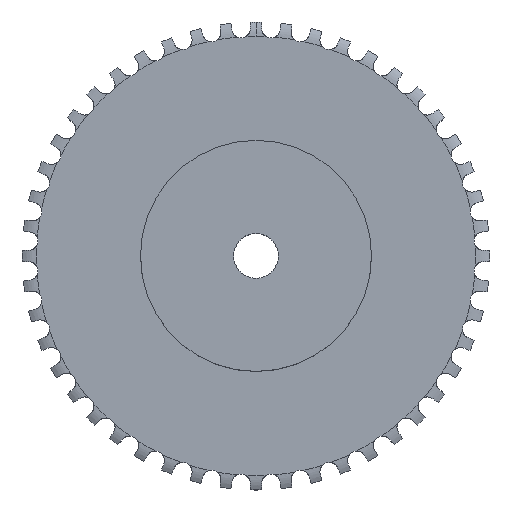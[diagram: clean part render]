
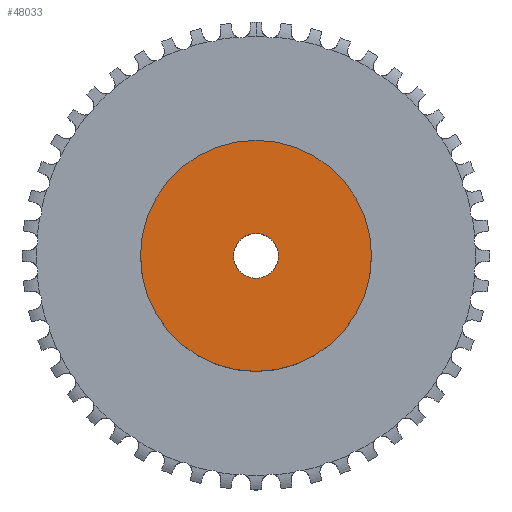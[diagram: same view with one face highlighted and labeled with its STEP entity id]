
A CAD part, top view. The second image highlights one B-rep face of the part: STEP entity #48033.
In plain terms, the highlighted planar face has unit normal (0, 0, 1).
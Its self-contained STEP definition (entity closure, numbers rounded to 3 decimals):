
#13962 = CYLINDRICAL_SURFACE('',#13963,31.);
#13963 = AXIS2_PLACEMENT_3D('',#13964,#13965,#13966);
#13964 = CARTESIAN_POINT('',(0.,0.,0.));
#13965 = DIRECTION('',(-0.,-0.,-1.));
#13966 = DIRECTION('',(1.,0.,0.));
#39368 = CYLINDRICAL_SURFACE('',#39369,6.);
#39369 = AXIS2_PLACEMENT_3D('',#39370,#39371,#39372);
#39370 = CARTESIAN_POINT('',(0.,0.,180.535));
#39371 = DIRECTION('',(0.,0.,1.));
#39372 = DIRECTION('',(1.,0.,-0.));
#45004 = VERTEX_POINT('',#45005);
#45005 = CARTESIAN_POINT('',(31.,0.,20.));
#45026 = EDGE_CURVE('',#45004,#45004,#45027,.T.);
#45027 = SURFACE_CURVE('',#45028,(#45033,#45040),.PCURVE_S1.);
#45028 = CIRCLE('',#45029,31.);
#45029 = AXIS2_PLACEMENT_3D('',#45030,#45031,#45032);
#45030 = CARTESIAN_POINT('',(0.,0.,20.));
#45031 = DIRECTION('',(0.,0.,1.));
#45032 = DIRECTION('',(1.,0.,0.));
#45033 = PCURVE('',#13962,#45034);
#45034 = DEFINITIONAL_REPRESENTATION('',(#45035),#45039);
#45035 = LINE('',#45036,#45037);
#45036 = CARTESIAN_POINT('',(-0.,-20.));
#45037 = VECTOR('',#45038,1.);
#45038 = DIRECTION('',(-1.,0.));
#45039 = ( GEOMETRIC_REPRESENTATION_CONTEXT(2) 
PARAMETRIC_REPRESENTATION_CONTEXT() REPRESENTATION_CONTEXT('2D SPACE',''
  ) );
#45040 = PCURVE('',#45041,#45046);
#45041 = PLANE('',#45042);
#45042 = AXIS2_PLACEMENT_3D('',#45043,#45044,#45045);
#45043 = CARTESIAN_POINT('',(0.,0.,20.));
#45044 = DIRECTION('',(-0.,0.,1.));
#45045 = DIRECTION('',(0.,-1.,0.));
#45046 = DEFINITIONAL_REPRESENTATION('',(#45047),#45051);
#45047 = CIRCLE('',#45048,31.);
#45048 = AXIS2_PLACEMENT_2D('',#45049,#45050);
#45049 = CARTESIAN_POINT('',(0.,0.));
#45050 = DIRECTION('',(0.,1.));
#45051 = ( GEOMETRIC_REPRESENTATION_CONTEXT(2) 
PARAMETRIC_REPRESENTATION_CONTEXT() REPRESENTATION_CONTEXT('2D SPACE',''
  ) );
#47987 = EDGE_CURVE('',#47988,#47988,#47990,.T.);
#47988 = VERTEX_POINT('',#47989);
#47989 = CARTESIAN_POINT('',(6.,0.,20.));
#47990 = SURFACE_CURVE('',#47991,(#47996,#48003),.PCURVE_S1.);
#47991 = CIRCLE('',#47992,6.);
#47992 = AXIS2_PLACEMENT_3D('',#47993,#47994,#47995);
#47993 = CARTESIAN_POINT('',(0.,0.,20.));
#47994 = DIRECTION('',(0.,0.,1.));
#47995 = DIRECTION('',(1.,0.,-0.));
#47996 = PCURVE('',#39368,#47997);
#47997 = DEFINITIONAL_REPRESENTATION('',(#47998),#48002);
#47998 = LINE('',#47999,#48000);
#47999 = CARTESIAN_POINT('',(0.,-160.535));
#48000 = VECTOR('',#48001,1.);
#48001 = DIRECTION('',(1.,0.));
#48002 = ( GEOMETRIC_REPRESENTATION_CONTEXT(2) 
PARAMETRIC_REPRESENTATION_CONTEXT() REPRESENTATION_CONTEXT('2D SPACE',''
  ) );
#48003 = PCURVE('',#45041,#48004);
#48004 = DEFINITIONAL_REPRESENTATION('',(#48005),#48009);
#48005 = CIRCLE('',#48006,6.);
#48006 = AXIS2_PLACEMENT_2D('',#48007,#48008);
#48007 = CARTESIAN_POINT('',(0.,0.));
#48008 = DIRECTION('',(0.,1.));
#48009 = ( GEOMETRIC_REPRESENTATION_CONTEXT(2) 
PARAMETRIC_REPRESENTATION_CONTEXT() REPRESENTATION_CONTEXT('2D SPACE',''
  ) );
#48033 = ADVANCED_FACE('',(#48034,#48037),#45041,.T.);
#48034 = FACE_BOUND('',#48035,.T.);
#48035 = EDGE_LOOP('',(#48036));
#48036 = ORIENTED_EDGE('',*,*,#45026,.T.);
#48037 = FACE_BOUND('',#48038,.T.);
#48038 = EDGE_LOOP('',(#48039));
#48039 = ORIENTED_EDGE('',*,*,#47987,.F.);
